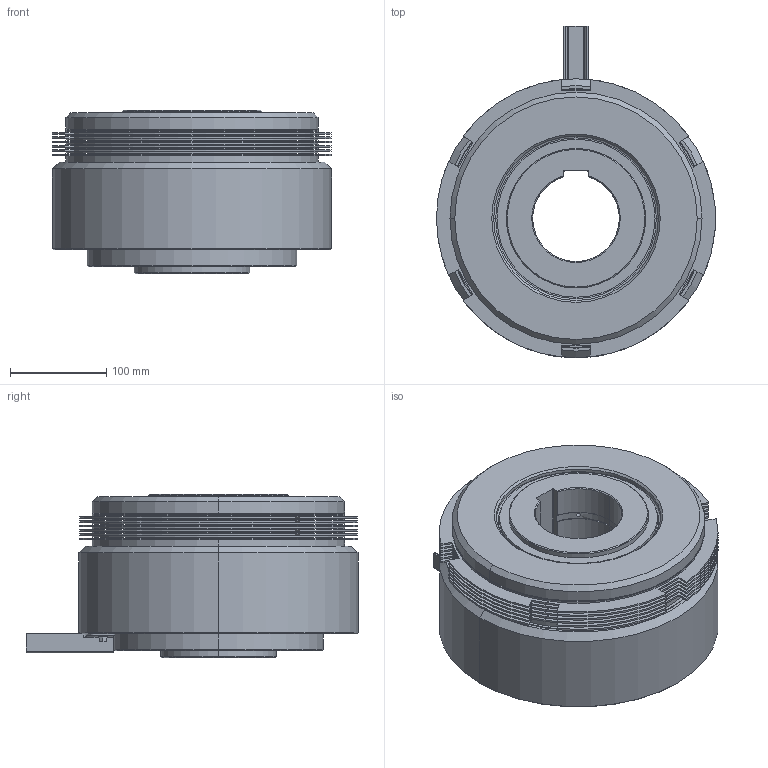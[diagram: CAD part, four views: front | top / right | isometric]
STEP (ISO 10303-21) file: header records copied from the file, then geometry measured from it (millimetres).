
FILE_DESCRIPTION (( 'STEP AP203' ), '1' );
FILE_NAME ('MWC 160_23632800_湿式多板電磁クラッチ組立.STEP', '2016-03-31T01:21:18', ( ' ' ), ( '' ), 'SwSTEP 2.0', 'SolidWorks 2009', '' );
FILE_SCHEMA (( 'CONFIG_CONTROL_DESIGN' ));
Length unit declared in the file: millimetre
Products named in the file (1): MWC 160_23632800_湿式多板電磁クラッチ組立
Bounding box: 290 x 345 x 170 mm (x, y, z)
Volume: 8057478.5 mm3; surface area: 997330.9 mm2
Topology: 2 solids, 10 shells, 467 faces, 1191 edges, 782 vertices
Faces by surface type: cylinder 221, plane 214, cone 30, torus 2
Entity records: 14972 total; most frequent: CARTESIAN_POINT 3251, DIRECTION 2497, ORIENTED_EDGE 2382, EDGE_CURVE 1191, AXIS2_PLACEMENT_3D 914, VERTEX_POINT 782, VECTOR 669, LINE 669
